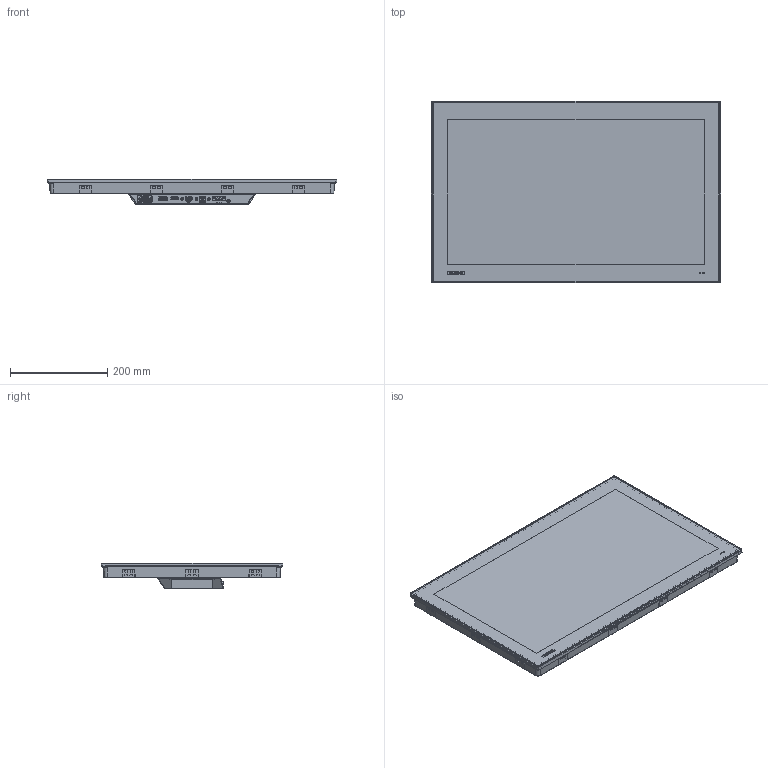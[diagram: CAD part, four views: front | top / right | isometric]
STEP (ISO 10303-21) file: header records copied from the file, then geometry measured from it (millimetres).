
FILE_DESCRIPTION (( 'STEP AP203' ), '1' );
FILE_NAME ('FPM-724W-P9BE.STEP', '2024-08-13T02:50:23', ( '' ), ( '' ), 'SwSTEP 2.0', 'SolidWorks 2022', '' );
FILE_SCHEMA (( 'CONFIG_CONTROL_DESIGN' ));
Products named in the file (1): FPM-724W-P9BE
Bounding box: 595.87 x 374.13 x 53.35 mm (x, y, z)
Volume: 7087247 mm3; surface area: 635785.1 mm2
Topology: 15 solids, 35 shells, 5136 faces, 13812 edges, 9036 vertices
Faces by surface type: plane 3669, cylinder 843, bspline 403, cone 111, torus 86, sphere 24
Full cylindrical faces by diameter (mm): 1 x15, 2.05 x2, 2.261 x4, 2.5 x4, 2.82 x2, 2.93 x4, 3 x23, 3.2 x2, 3.5 x4, 4 x11, 4.5 x4, 5 x12, 5.3 x2, 5.4 x3, 6 x1, 7 x5, 8.5 x4
Entity records: 177078 total; most frequent: CARTESIAN_POINT 51616, ORIENTED_EDGE 27128, DIRECTION 23475, EDGE_CURVE 13564, VECTOR 10679, LINE 10679, VERTEX_POINT 8977, AXIS2_PLACEMENT_3D 6398
